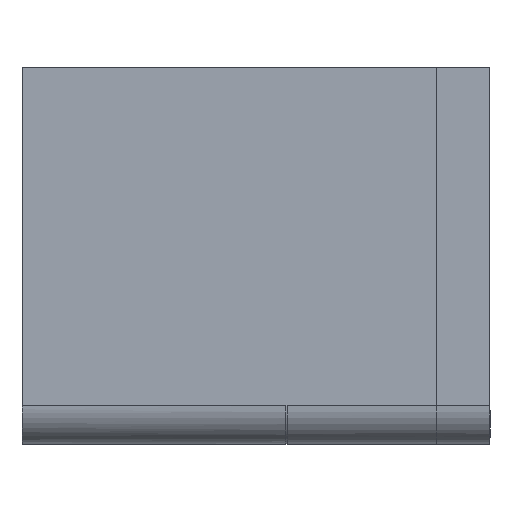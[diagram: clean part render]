
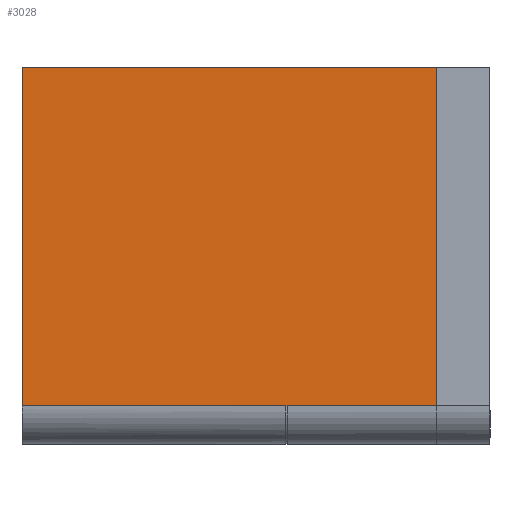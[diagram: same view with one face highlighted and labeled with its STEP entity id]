
A CAD part, front view. The second image highlights one B-rep face of the part: STEP entity #3028.
In plain terms, the highlighted planar face has unit normal (0, -1, 0).
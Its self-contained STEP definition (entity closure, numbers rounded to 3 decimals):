
#395 = PLANE ( 'NONE',  #2176 ) ;
#523 = LINE ( 'NONE', #2225, #1385 ) ;
#641 = CARTESIAN_POINT ( 'NONE',  ( 2119., -540., 471.667 ) ) ;
#664 = EDGE_CURVE ( 'NONE', #1330, #1933, #3540, .T. ) ;
#755 = DIRECTION ( 'NONE',  ( 1., 0., 0. ) ) ;
#791 = VERTEX_POINT ( 'NONE', #641 ) ;
#1032 = ORIENTED_EDGE ( 'NONE', *, *, #5094, .F. ) ;
#1320 = CARTESIAN_POINT ( 'NONE',  ( 2449., -540., 48.333 ) ) ;
#1330 = VERTEX_POINT ( 'NONE', #1320 ) ;
#1385 = VECTOR ( 'NONE', #3926, 1000. ) ;
#1426 = DIRECTION ( 'NONE',  ( 0., 0., -1. ) ) ;
#1432 = CARTESIAN_POINT ( 'NONE',  ( 2119., -540., 48.333 ) ) ;
#1602 = ORIENTED_EDGE ( 'NONE', *, *, #2231, .T. ) ;
#1753 = EDGE_CURVE ( 'NONE', #791, #5344, #3179, .T. ) ;
#1918 = CARTESIAN_POINT ( 'NONE',  ( 1803.667, -540., 48.333 ) ) ;
#1933 = VERTEX_POINT ( 'NONE', #1432 ) ;
#1968 = DIRECTION ( 'NONE',  ( -1., 0., 0. ) ) ;
#2082 = VECTOR ( 'NONE', #5132, 1000. ) ;
#2144 = EDGE_LOOP ( 'NONE', ( #3858, #1602, #5315, #5355, #1032, #4111 ) ) ;
#2176 = AXIS2_PLACEMENT_3D ( 'NONE', #4990, #4566, #755 ) ;
#2225 = CARTESIAN_POINT ( 'NONE',  ( 2450., -540., 48.333 ) ) ;
#2229 = VECTOR ( 'NONE', #5274, 1000. ) ;
#2231 = EDGE_CURVE ( 'NONE', #791, #1933, #2238, .T. ) ;
#2238 = LINE ( 'NONE', #3539, #4520 ) ;
#2543 = FACE_OUTER_BOUND ( 'NONE', #2144, .T. ) ;
#2694 = VERTEX_POINT ( 'NONE', #4960 ) ;
#2799 = CARTESIAN_POINT ( 'NONE',  ( 2638.333, -540., 471.667 ) ) ;
#2828 = VECTOR ( 'NONE', #4886, 1000. ) ;
#3028 = ADVANCED_FACE ( 'NONE', ( #2543 ), #395, .F. ) ;
#3179 = LINE ( 'NONE', #4076, #2828 ) ;
#3261 = VERTEX_POINT ( 'NONE', #4036 ) ;
#3386 = VECTOR ( 'NONE', #1968, 1000. ) ;
#3539 = CARTESIAN_POINT ( 'NONE',  ( 2119., -540., 48.333 ) ) ;
#3540 = LINE ( 'NONE', #1918, #2229 ) ;
#3652 = EDGE_CURVE ( 'NONE', #5344, #3261, #4349, .T. ) ;
#3858 = ORIENTED_EDGE ( 'NONE', *, *, #1753, .F. ) ;
#3926 = DIRECTION ( 'NONE',  ( 1., 0., 0. ) ) ;
#4036 = CARTESIAN_POINT ( 'NONE',  ( 2638.333, -540., 48.333 ) ) ;
#4076 = CARTESIAN_POINT ( 'NONE',  ( 5755., -540., 471.667 ) ) ;
#4111 = ORIENTED_EDGE ( 'NONE', *, *, #3652, .F. ) ;
#4327 = CARTESIAN_POINT ( 'NONE',  ( 2638.333, -540., 305.833 ) ) ;
#4349 = LINE ( 'NONE', #4327, #2082 ) ;
#4480 = EDGE_CURVE ( 'NONE', #1330, #2694, #523, .T. ) ;
#4520 = VECTOR ( 'NONE', #1426, 1000. ) ;
#4566 = DIRECTION ( 'NONE',  ( 0., 1., 0. ) ) ;
#4594 = LINE ( 'NONE', #4930, #3386 ) ;
#4886 = DIRECTION ( 'NONE',  ( 1., 0., 0. ) ) ;
#4930 = CARTESIAN_POINT ( 'NONE',  ( 2544.667, -540., 48.333 ) ) ;
#4960 = CARTESIAN_POINT ( 'NONE',  ( 2451., -540., 48.333 ) ) ;
#4990 = CARTESIAN_POINT ( 'NONE',  ( 5755., -540., 48.333 ) ) ;
#5094 = EDGE_CURVE ( 'NONE', #3261, #2694, #4594, .T. ) ;
#5132 = DIRECTION ( 'NONE',  ( 0., 0., -1. ) ) ;
#5274 = DIRECTION ( 'NONE',  ( -1., 0., 0. ) ) ;
#5315 = ORIENTED_EDGE ( 'NONE', *, *, #664, .F. ) ;
#5344 = VERTEX_POINT ( 'NONE', #2799 ) ;
#5355 = ORIENTED_EDGE ( 'NONE', *, *, #4480, .T. ) ;
